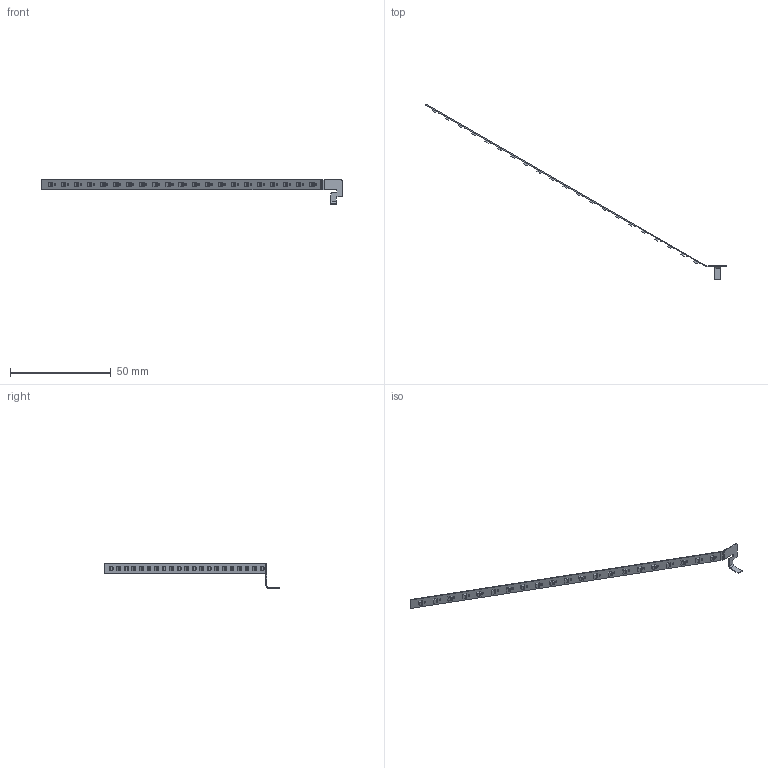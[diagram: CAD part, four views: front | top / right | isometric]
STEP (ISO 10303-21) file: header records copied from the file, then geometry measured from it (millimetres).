
FILE_DESCRIPTION(('Open CASCADE Model'),'2;1');
FILE_NAME('Open CASCADE Shape Model','2019-05-01T01:34:05',('Author'),( 'Open CASCADE'),'Open CASCADE STEP processor 6.8','Open CASCADE 6.8' ,'Unknown');
FILE_SCHEMA(('AUTOMOTIVE_DESIGN { 1 0 10303 214 1 1 1 1 }'));
Length unit declared in the file: millimetre
Products named in the file (62): PCB; Board; Open CASCADE STEP translator 6.8 2.1.1; Open CASCADE STEP translator 6.8 2.1.2; Open CASCADE STEP translator 6.8 2.1.3; Open CASCADE STEP translator 6.8 2.1.4; Open CASCADE STEP translator 6.8 2.1.5; Open CASCADE STEP translator 6.8 2.1.6; Open CASCADE STEP translator 6.8 2.1.7; Open CASCADE STEP translator 6.8 2.1.8; Open CASCADE STEP translator 6.8 2.1.9; U21; 6298887936; Extruded; 6298887536; 6298887056; 6298886656; U20; C21; 0402CAP; C20; U19; U18; U17; U16; U15; U14; U13; U12; U11; U10; U9; U8; U7; U6; U5; C19; C18; C17; C16 ...
Assembly tree (161 placements, depth 4):
  PCB
    Board
      Open CASCADE STEP translator 6.8 2.1.1
      Open CASCADE STEP translator 6.8 2.1.2
      Open CASCADE STEP translator 6.8 2.1.3
      Open CASCADE STEP translator 6.8 2.1.4
      Open CASCADE STEP translator 6.8 2.1.5
      Open CASCADE STEP translator 6.8 2.1.6
      Open CASCADE STEP translator 6.8 2.1.7
      Open CASCADE STEP translator 6.8 2.1.8
      Open CASCADE STEP translator 6.8 2.1.9
    U21
      6298887936
        Extruded
      6298887536
        Extruded
      6298887056
        Extruded
      6298886656
        Extruded
    U20
      6298887936
        Extruded
      6298887536
        Extruded
      6298887056
        Extruded
      6298886656
        Extruded
    C21
      0402CAP
    C20
      0402CAP
    U19
      6298886656
        Extruded
      6298887056
        Extruded
      6298887536
        Extruded
      6298887936
        Extruded
    U18
      6298887936
        Extruded
      6298887536
        Extruded
      6298887056
        Extruded
      6298886656
        Extruded
    U17
      6298886656
        Extruded
      6298887056
        Extruded
      6298887536
        Extruded
      6298887936
        Extruded
Bounding box: 149.45 x 87.25 x 12.27 mm (x, y, z)
Volume: 458 mm3; surface area: 2498.6 mm2
Topology: 114 solids, 114 shells, 2387 faces, 5490 edges, 3268 vertices
Faces by surface type: plane 1394, cylinder 426, bspline 399, sphere 168
Entity records: 10075 total; most frequent: CARTESIAN_POINT 2508, DIRECTION 1254, ORIENTED_EDGE 1084, EDGE_CURVE 542, LINE 450, VECTOR 450, AXIS2_PLACEMENT_3D 402, VERTEX_POINT 348
